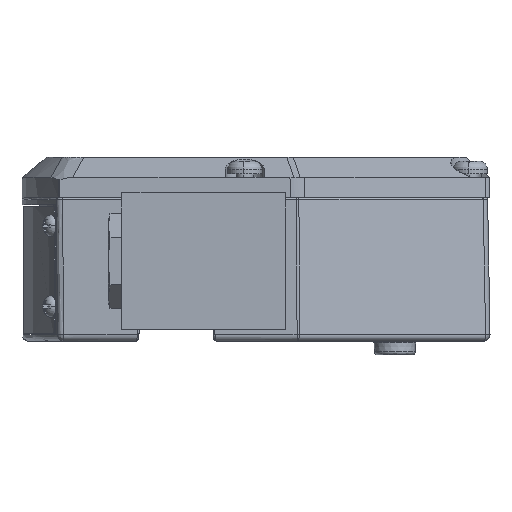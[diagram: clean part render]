
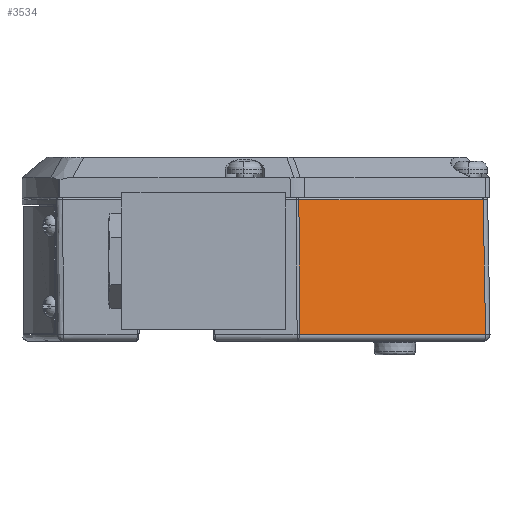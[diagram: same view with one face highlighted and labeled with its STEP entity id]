
A CAD part, front view. The second image highlights one B-rep face of the part: STEP entity #3534.
In plain terms, the highlighted face is planar.
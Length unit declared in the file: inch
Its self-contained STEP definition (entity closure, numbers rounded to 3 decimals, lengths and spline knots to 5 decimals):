
#962 = CARTESIAN_POINT ( 'NONE',  ( -2.32927, 3.29826, -3.28743 ) ) ;
#1087 = FACE_OUTER_BOUND ( 'NONE', #28833, .T. ) ;
#1319 = AXIS2_PLACEMENT_3D ( 'NONE', #21418, #10351, #13261 ) ;
#1719 = EDGE_CURVE ( 'NONE', #24934, #4703, #16569, .T. ) ;
#2335 = ORIENTED_EDGE ( 'NONE', *, *, #34589, .F. ) ;
#2697 = CARTESIAN_POINT ( 'NONE',  ( -2.33307, 2.06308, -3.309 ) ) ;
#3534 = ADVANCED_FACE ( 'NONE', ( #1087 ), #29200, .T. ) ;
#4426 = EDGE_CURVE ( 'NONE', #22734, #11726, #22747, .T. ) ;
#4447 = VECTOR ( 'NONE', #13835, 39.37008 ) ;
#4703 = VERTEX_POINT ( 'NONE', #21154 ) ;
#6159 = LINE ( 'NONE', #30267, #4447 ) ;
#10351 = DIRECTION ( 'NONE',  ( -0.342, 0.017, -0.94 ) ) ;
#10512 = DIRECTION ( 'NONE',  ( 0.94, 0., -0.342 ) ) ;
#11726 = VERTEX_POINT ( 'NONE', #2697 ) ;
#11891 = DIRECTION ( 'NONE',  ( -0.003, -1., -0.017 ) ) ;
#12791 = CARTESIAN_POINT ( 'NONE',  ( -3.58325, 2.06308, -2.85397 ) ) ;
#13261 = DIRECTION ( 'NONE',  ( -0.94, 0., 0.342 ) ) ;
#13835 = DIRECTION ( 'NONE',  ( 0.94, 0., -0.342 ) ) ;
#15804 = ORIENTED_EDGE ( 'NONE', *, *, #19659, .T. ) ;
#16569 = LINE ( 'NONE', #30752, #29432 ) ;
#19659 = EDGE_CURVE ( 'NONE', #4703, #22734, #6159, .T. ) ;
#20862 = ORIENTED_EDGE ( 'NONE', *, *, #1719, .T. ) ;
#21154 = CARTESIAN_POINT ( 'NONE',  ( -4.01662, 3.29826, -2.67329 ) ) ;
#21418 = CARTESIAN_POINT ( 'NONE',  ( -4.08007, 2., -2.67431 ) ) ;
#22491 = DIRECTION ( 'NONE',  ( 0.017, 1., 0.012 ) ) ;
#22734 = VERTEX_POINT ( 'NONE', #30133 ) ;
#22747 = LINE ( 'NONE', #962, #32609 ) ;
#23332 = CARTESIAN_POINT ( 'NONE',  ( -4.03818, 2.06308, -2.68839 ) ) ;
#24934 = VERTEX_POINT ( 'NONE', #23332 ) ;
#27483 = ORIENTED_EDGE ( 'NONE', *, *, #4426, .T. ) ;
#27832 = VECTOR ( 'NONE', #10512, 39.37008 ) ;
#28833 = EDGE_LOOP ( 'NONE', ( #27483, #2335, #20862, #15804 ) ) ;
#29069 = LINE ( 'NONE', #12791, #27832 ) ;
#29200 = PLANE ( 'NONE',  #1319 ) ;
#29432 = VECTOR ( 'NONE', #22491, 39.37008 ) ;
#30133 = CARTESIAN_POINT ( 'NONE',  ( -2.32927, 3.29826, -3.28743 ) ) ;
#30267 = CARTESIAN_POINT ( 'NONE',  ( -4.07231, 3.29826, -2.65302 ) ) ;
#30752 = CARTESIAN_POINT ( 'NONE',  ( -4.03818, 2.06308, -2.68839 ) ) ;
#32609 = VECTOR ( 'NONE', #11891, 39.37008 ) ;
#34589 = EDGE_CURVE ( 'NONE', #24934, #11726, #29069, .T. ) ;
